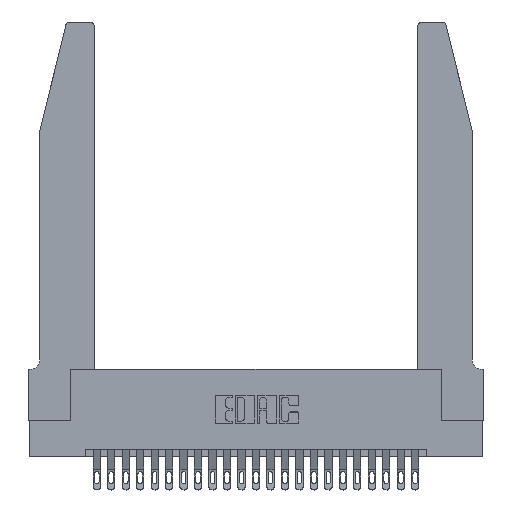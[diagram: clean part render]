
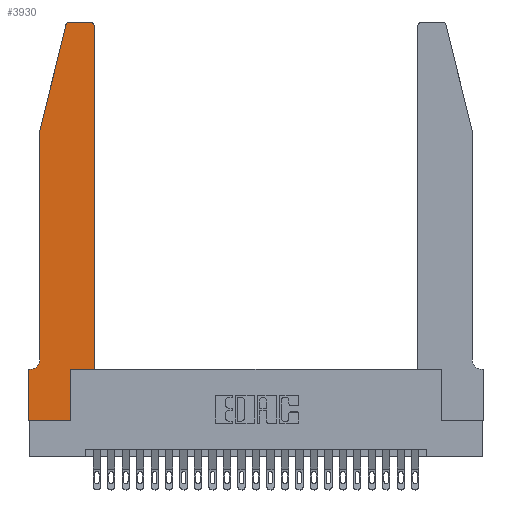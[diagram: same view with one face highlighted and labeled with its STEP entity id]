
A CAD part, top view. The second image highlights one B-rep face of the part: STEP entity #3930.
In plain terms, the highlighted planar face has unit normal (0, 0, 1).
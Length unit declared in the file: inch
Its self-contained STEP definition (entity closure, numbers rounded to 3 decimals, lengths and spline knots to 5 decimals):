
#609 = DIRECTION ( 'NONE',  ( 1., 0., 0. ) ) ;
#1282 = ORIENTED_EDGE ( 'NONE', *, *, #17743, .T. ) ;
#1426 = ORIENTED_EDGE ( 'NONE', *, *, #6359, .T. ) ;
#1543 = CARTESIAN_POINT ( 'NONE',  ( 0.4505, 2.72, 0.37 ) ) ;
#1599 = DIRECTION ( 'NONE',  ( -0.239, -0.971, 0. ) ) ;
#1674 = CARTESIAN_POINT ( 'NONE',  ( 0.284, 2.72, 0.37 ) ) ;
#1972 = LINE ( 'NONE', #17699, #11965 ) ;
#2260 = VECTOR ( 'NONE', #11484, 39.37008 ) ;
#2597 = VERTEX_POINT ( 'NONE', #6883 ) ;
#2857 = CARTESIAN_POINT ( 'NONE',  ( 0.25487, 2.72718, 0.37 ) ) ;
#2896 = DIRECTION ( 'NONE',  ( 0., 0., 1. ) ) ;
#3516 = CARTESIAN_POINT ( 'NONE',  ( 0.0755, 2., 0.37 ) ) ;
#3534 = CARTESIAN_POINT ( 'NONE',  ( 0.0755, 2., 0.37 ) ) ;
#3542 = EDGE_CURVE ( 'NONE', #23848, #20658, #23357, .T. ) ;
#3676 = VERTEX_POINT ( 'NONE', #9900 ) ;
#3696 = DIRECTION ( 'NONE',  ( 1., 0., 0. ) ) ;
#3930 = ADVANCED_FACE ( 'NONE', ( #5400 ), #7885, .T. ) ;
#4300 = CARTESIAN_POINT ( 'NONE',  ( 0.0755, 0.35, 0.37 ) ) ;
#4347 = VECTOR ( 'NONE', #11500, 39.37008 ) ;
#4379 = CARTESIAN_POINT ( 'NONE',  ( 0.4505, 0.35, 0.37 ) ) ;
#4480 = VECTOR ( 'NONE', #22005, 39.37008 ) ;
#4620 = LINE ( 'NONE', #17412, #25025 ) ;
#4704 = VECTOR ( 'NONE', #18093, 39.37008 ) ;
#5277 = EDGE_LOOP ( 'NONE', ( #7841, #19066, #12395, #23711, #14576, #1282, #1426, #24751, #11900, #6578, #24102, #10461 ) ) ;
#5400 = FACE_OUTER_BOUND ( 'NONE', #5277, .T. ) ;
#6232 = CARTESIAN_POINT ( 'NONE',  ( 0., 0.35, 0.37 ) ) ;
#6234 = CARTESIAN_POINT ( 'NONE',  ( 0.4505, 0.35, 0.37 ) ) ;
#6277 = VERTEX_POINT ( 'NONE', #1543 ) ;
#6359 = EDGE_CURVE ( 'NONE', #10026, #3676, #1972, .T. ) ;
#6578 = ORIENTED_EDGE ( 'NONE', *, *, #8437, .T. ) ;
#6681 = EDGE_CURVE ( 'NONE', #3676, #20212, #20882, .T. ) ;
#6720 = DIRECTION ( 'NONE',  ( 0., 0., -1. ) ) ;
#6883 = CARTESIAN_POINT ( 'NONE',  ( 0.0055, 0.35, 0.37 ) ) ;
#6985 = EDGE_CURVE ( 'NONE', #13339, #23408, #8816, .T. ) ;
#7841 = ORIENTED_EDGE ( 'NONE', *, *, #17640, .T. ) ;
#7885 = PLANE ( 'NONE',  #15242 ) ;
#8437 = EDGE_CURVE ( 'NONE', #20901, #24131, #25101, .T. ) ;
#8593 = CARTESIAN_POINT ( 'NONE',  ( 0., 0., 0.37 ) ) ;
#8816 = CIRCLE ( 'NONE', #20066, 0.03 ) ;
#9742 = EDGE_CURVE ( 'NONE', #24131, #6277, #25382, .T. ) ;
#9877 = DIRECTION ( 'NONE',  ( 1., 0., 0. ) ) ;
#9900 = CARTESIAN_POINT ( 'NONE',  ( 0., 0., 0.37 ) ) ;
#10026 = VERTEX_POINT ( 'NONE', #6232 ) ;
#10350 = EDGE_CURVE ( 'NONE', #23408, #23848, #4620, .T. ) ;
#10428 = CARTESIAN_POINT ( 'NONE',  ( 0.4205, 2.75, 0.37 ) ) ;
#10461 = ORIENTED_EDGE ( 'NONE', *, *, #13483, .T. ) ;
#11484 = DIRECTION ( 'NONE',  ( 0., -1., 0. ) ) ;
#11500 = DIRECTION ( 'NONE',  ( 0., 1., 0. ) ) ;
#11754 = CIRCLE ( 'NONE', #18996, 0.07 ) ;
#11900 = ORIENTED_EDGE ( 'NONE', *, *, #12657, .T. ) ;
#11965 = VECTOR ( 'NONE', #19695, 39.37008 ) ;
#12042 = DIRECTION ( 'NONE',  ( -1., 0., 0. ) ) ;
#12291 = DIRECTION ( 'NONE',  ( -1., 0., 0. ) ) ;
#12395 = ORIENTED_EDGE ( 'NONE', *, *, #10350, .T. ) ;
#12657 = EDGE_CURVE ( 'NONE', #20212, #20901, #20272, .T. ) ;
#13339 = VERTEX_POINT ( 'NONE', #14369 ) ;
#13483 = EDGE_CURVE ( 'NONE', #6277, #18502, #17466, .T. ) ;
#14369 = CARTESIAN_POINT ( 'NONE',  ( 0.284, 2.75, 0.37 ) ) ;
#14576 = ORIENTED_EDGE ( 'NONE', *, *, #17795, .T. ) ;
#14799 = CARTESIAN_POINT ( 'NONE',  ( 0.4205, 2.72, 0.37 ) ) ;
#15242 = AXIS2_PLACEMENT_3D ( 'NONE', #15758, #21702, #9877 ) ;
#15376 = CARTESIAN_POINT ( 'NONE',  ( 0.4505, 0.35, 0.37 ) ) ;
#15596 = DIRECTION ( 'NONE',  ( 0., 0., 1. ) ) ;
#15758 = CARTESIAN_POINT ( 'NONE',  ( 0., 0.35, 0.37 ) ) ;
#16122 = AXIS2_PLACEMENT_3D ( 'NONE', #14799, #2896, #16781 ) ;
#16514 = CARTESIAN_POINT ( 'NONE',  ( 0.2865, 0.35, 0.37 ) ) ;
#16781 = DIRECTION ( 'NONE',  ( 1., 0., 0. ) ) ;
#17231 = CARTESIAN_POINT ( 'NONE',  ( 0.0755, 0.42, 0.37 ) ) ;
#17412 = CARTESIAN_POINT ( 'NONE',  ( 0.0755, 2., 0.37 ) ) ;
#17466 = CIRCLE ( 'NONE', #16122, 0.03 ) ;
#17640 = EDGE_CURVE ( 'NONE', #18502, #13339, #25299, .T. ) ;
#17699 = CARTESIAN_POINT ( 'NONE',  ( 0., 0., 0.37 ) ) ;
#17743 = EDGE_CURVE ( 'NONE', #2597, #10026, #24052, .T. ) ;
#17795 = EDGE_CURVE ( 'NONE', #20658, #2597, #11754, .T. ) ;
#17891 = CARTESIAN_POINT ( 'NONE',  ( 0.2605, 2.75, 0.37 ) ) ;
#18093 = DIRECTION ( 'NONE',  ( 1., 0., 0. ) ) ;
#18502 = VERTEX_POINT ( 'NONE', #10428 ) ;
#18567 = CARTESIAN_POINT ( 'NONE',  ( 0.0055, 0.42, 0.37 ) ) ;
#18996 = AXIS2_PLACEMENT_3D ( 'NONE', #18567, #6720, #20553 ) ;
#19066 = ORIENTED_EDGE ( 'NONE', *, *, #6985, .T. ) ;
#19695 = DIRECTION ( 'NONE',  ( 0., -1., 0. ) ) ;
#20008 = CARTESIAN_POINT ( 'NONE',  ( 0.2865, 0.35, 0.37 ) ) ;
#20066 = AXIS2_PLACEMENT_3D ( 'NONE', #1674, #15596, #3696 ) ;
#20212 = VERTEX_POINT ( 'NONE', #25600 ) ;
#20272 = LINE ( 'NONE', #20008, #4480 ) ;
#20553 = DIRECTION ( 'NONE',  ( -1., 0., 0. ) ) ;
#20658 = VERTEX_POINT ( 'NONE', #17231 ) ;
#20882 = LINE ( 'NONE', #8593, #25495 ) ;
#20901 = VERTEX_POINT ( 'NONE', #16514 ) ;
#21702 = DIRECTION ( 'NONE',  ( 0., 0., 1. ) ) ;
#22005 = DIRECTION ( 'NONE',  ( 0., 1., 0. ) ) ;
#22831 = VECTOR ( 'NONE', #12291, 39.37008 ) ;
#23357 = LINE ( 'NONE', #3534, #2260 ) ;
#23408 = VERTEX_POINT ( 'NONE', #2857 ) ;
#23711 = ORIENTED_EDGE ( 'NONE', *, *, #3542, .T. ) ;
#23848 = VERTEX_POINT ( 'NONE', #3516 ) ;
#24052 = LINE ( 'NONE', #4300, #22831 ) ;
#24102 = ORIENTED_EDGE ( 'NONE', *, *, #9742, .T. ) ;
#24131 = VERTEX_POINT ( 'NONE', #4379 ) ;
#24671 = VECTOR ( 'NONE', #12042, 39.37008 ) ;
#24751 = ORIENTED_EDGE ( 'NONE', *, *, #6681, .T. ) ;
#25025 = VECTOR ( 'NONE', #1599, 39.37008 ) ;
#25101 = LINE ( 'NONE', #6234, #4704 ) ;
#25299 = LINE ( 'NONE', #17891, #24671 ) ;
#25382 = LINE ( 'NONE', #15376, #4347 ) ;
#25495 = VECTOR ( 'NONE', #609, 39.37008 ) ;
#25600 = CARTESIAN_POINT ( 'NONE',  ( 0.2865, 0., 0.37 ) ) ;
